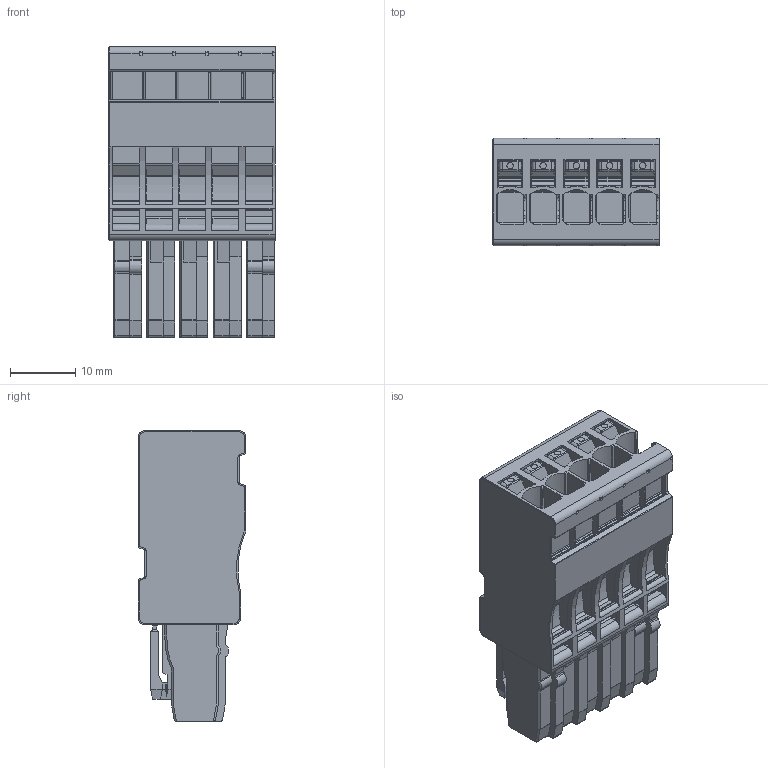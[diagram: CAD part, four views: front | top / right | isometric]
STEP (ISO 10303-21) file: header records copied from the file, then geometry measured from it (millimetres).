
FILE_DESCRIPTION(('CATIA V5 STEP Exchange','CAx-IF Rec.Pracs.--- Model Styling and Organization---1.5--- 2016-08-15','CAx-IF Rec.Pracs.---Supplemental Geometry---1.0---2011-11-01','CAx-IF Rec.Pracs.--- Composite Materials ---1.1---2010-07-15'),'2;1');
FILE_NAME ('2013597-3_1', '2025-02-20T08:47:18+00:00', ('none'), ('Weidmueller'), 'CATIA Version 5-6 Release 2022 SP4 HF5', 'CATIA V5 STEP AP214 v3', 'none');
FILE_SCHEMA(('AUTOMOTIVE_DESIGN { 1 0 10303 214 1 1 1 1 }'));
Products named in the file (1): 3030130000
Bounding box: 25.5 x 16.5 x 44.65 mm (x, y, z)
Volume: 12231.4 mm3; surface area: 9900.6 mm2
Topology: 1 solids, 14 shells, 2661 faces, 7580 edges, 4967 vertices
Faces by surface type: plane 1514, cylinder 951, bspline 95, cone 65, torus 36
Entity records: 93745 total; most frequent: CARTESIAN_POINT 24743, ORIENTED_EDGE 15160, DIRECTION 11380, EDGE_CURVE 7580, VECTOR 5047, LINE 5047, VERTEX_POINT 4967, AXIS2_PLACEMENT_3D 4014
